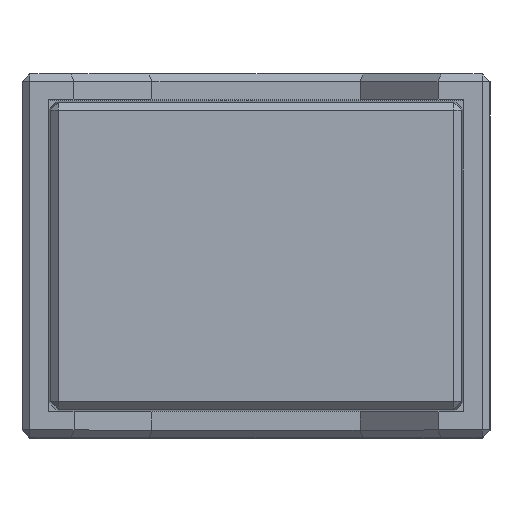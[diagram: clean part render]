
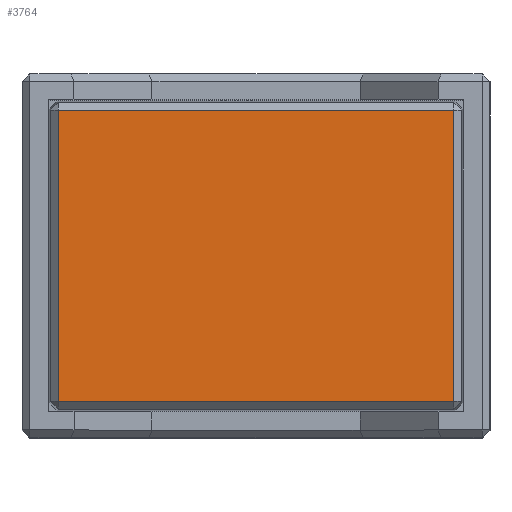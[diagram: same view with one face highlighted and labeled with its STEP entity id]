
A CAD part, top view. The second image highlights one B-rep face of the part: STEP entity #3764.
In plain terms, the highlighted planar face has unit normal (0, 0, 1).
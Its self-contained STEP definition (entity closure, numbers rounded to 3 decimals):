
#171 = DIRECTION ( 'NONE',  ( -1., 0., 0. ) ) ;
#395 = CARTESIAN_POINT ( 'NONE',  ( 7.597, 0., 4.7 ) ) ;
#680 = EDGE_CURVE ( 'NONE', #2294, #2989, #4596, .T. ) ;
#722 = VERTEX_POINT ( 'NONE', #5505 ) ;
#771 = CARTESIAN_POINT ( 'NONE',  ( -7.597, 0., 4.7 ) ) ;
#828 = VERTEX_POINT ( 'NONE', #923 ) ;
#914 = VECTOR ( 'NONE', #5300, 1000. ) ;
#923 = CARTESIAN_POINT ( 'NONE',  ( 7.597, -5.597, 4.7 ) ) ;
#971 = EDGE_LOOP ( 'NONE', ( #3708, #2397, #987, #5314 ) ) ;
#987 = ORIENTED_EDGE ( 'NONE', *, *, #2733, .T. ) ;
#1160 = EDGE_CURVE ( 'NONE', #722, #828, #4229, .T. ) ;
#1175 = DIRECTION ( 'NONE',  ( 0., 0., -1. ) ) ;
#1182 = VECTOR ( 'NONE', #171, 1000. ) ;
#1378 = CARTESIAN_POINT ( 'NONE',  ( -7.597, -5.597, 4.7 ) ) ;
#1605 = FACE_OUTER_BOUND ( 'NONE', #971, .T. ) ;
#1891 = LINE ( 'NONE', #3587, #914 ) ;
#2116 = DIRECTION ( 'NONE',  ( 0., -1., 0. ) ) ;
#2294 = VERTEX_POINT ( 'NONE', #1378 ) ;
#2320 = LINE ( 'NONE', #4016, #1182 ) ;
#2397 = ORIENTED_EDGE ( 'NONE', *, *, #680, .F. ) ;
#2479 = DIRECTION ( 'NONE',  ( 0., 1., 0. ) ) ;
#2733 = EDGE_CURVE ( 'NONE', #2294, #828, #1891, .T. ) ;
#2883 = DIRECTION ( 'NONE',  ( -1., 0., 0. ) ) ;
#2976 = VECTOR ( 'NONE', #2116, 1000. ) ;
#2989 = VERTEX_POINT ( 'NONE', #3763 ) ;
#3242 = EDGE_CURVE ( 'NONE', #722, #2989, #2320, .T. ) ;
#3310 = PLANE ( 'NONE',  #5328 ) ;
#3587 = CARTESIAN_POINT ( 'NONE',  ( 0., -5.597, 4.7 ) ) ;
#3708 = ORIENTED_EDGE ( 'NONE', *, *, #3242, .T. ) ;
#3763 = CARTESIAN_POINT ( 'NONE',  ( -7.597, 5.597, 4.7 ) ) ;
#3764 = ADVANCED_FACE ( 'NONE', ( #1605 ), #3310, .F. ) ;
#4016 = CARTESIAN_POINT ( 'NONE',  ( 0., 5.597, 4.7 ) ) ;
#4229 = LINE ( 'NONE', #395, #2976 ) ;
#4596 = LINE ( 'NONE', #771, #4753 ) ;
#4753 = VECTOR ( 'NONE', #2479, 1000. ) ;
#5004 = CARTESIAN_POINT ( 'NONE',  ( 7.597, -5.597, 4.7 ) ) ;
#5300 = DIRECTION ( 'NONE',  ( 1., 0., 0. ) ) ;
#5314 = ORIENTED_EDGE ( 'NONE', *, *, #1160, .F. ) ;
#5328 = AXIS2_PLACEMENT_3D ( 'NONE', #5004, #1175, #2883 ) ;
#5505 = CARTESIAN_POINT ( 'NONE',  ( 7.597, 5.597, 4.7 ) ) ;
